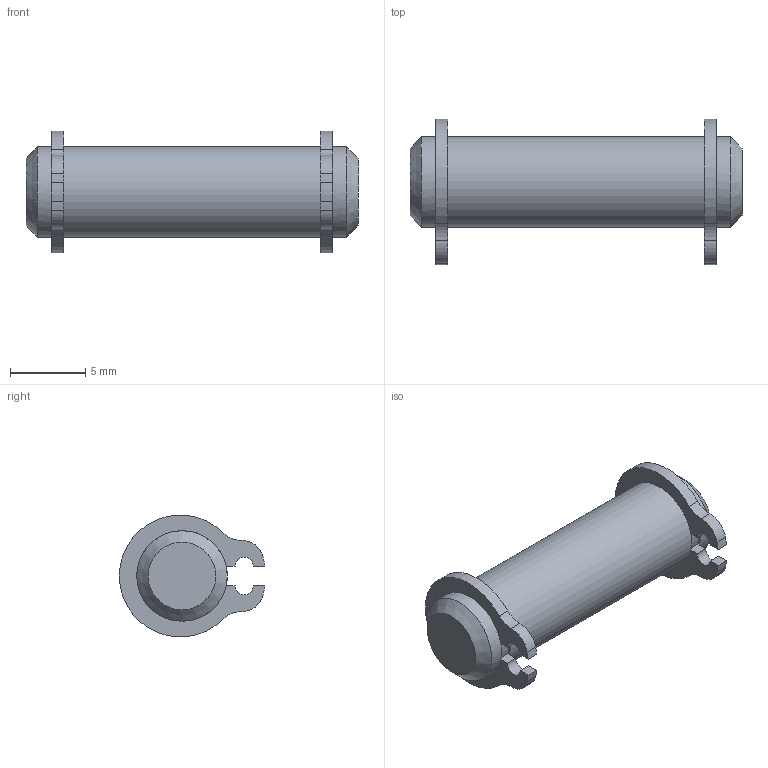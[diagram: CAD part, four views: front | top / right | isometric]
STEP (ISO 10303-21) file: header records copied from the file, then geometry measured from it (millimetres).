
FILE_DESCRIPTION( ( 'STEP AP214' ), '1' );
FILE_NAME( 'K0007.06.stp', '2020-11-24T14:32:12', ( '' ), ( '' ), ' ', 'PARTsolutions', ' ' );
FILE_SCHEMA( ( 'AUTOMOTIVE_DESIGN { 1 0 10303 214 1 1 1 1 }' ) );
Length unit declared in the file: millimetre
Products named in the file (1): _K0007.06
Bounding box: 22 x 9.62 x 8.07 mm (x, y, z)
Volume: 653.8 mm3; surface area: 584.2 mm2
Topology: 1 solids, 1 shells, 43 faces, 111 edges, 70 vertices
Faces by surface type: cylinder 23, plane 18, cone 2
Full cylindrical faces by diameter (mm): 6 x3
Entity records: 1638 total; most frequent: DIRECTION 244, CARTESIAN_POINT 216, ORIENTED_EDGE 208, EDGE_CURVE 104, AXIS2_PLACEMENT_3D 96, VERTEX_POINT 68, CIRCLE 52, LINE 52
